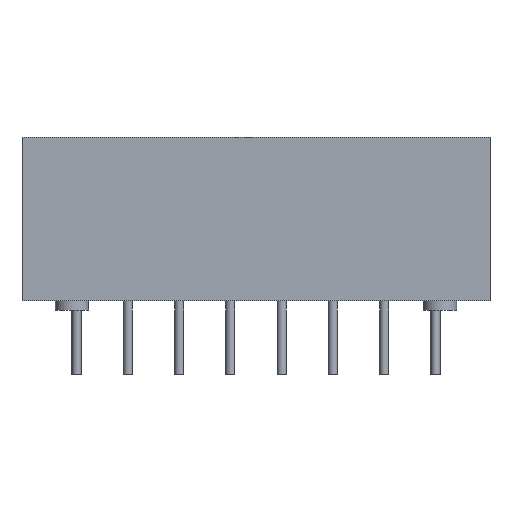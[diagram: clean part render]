
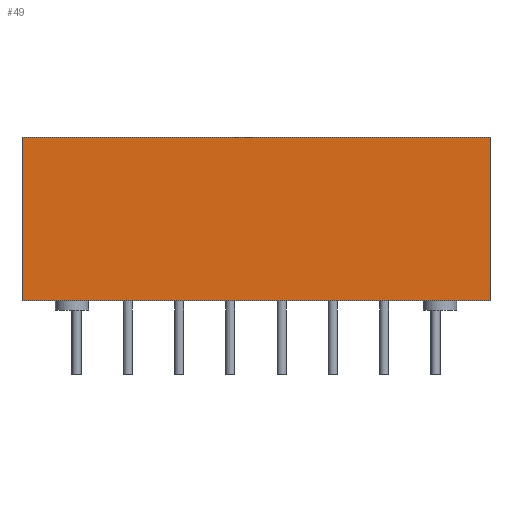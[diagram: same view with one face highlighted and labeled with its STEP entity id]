
A CAD part, front view. The second image highlights one B-rep face of the part: STEP entity #49.
In plain terms, the highlighted planar face has unit normal (0, -1, 0).
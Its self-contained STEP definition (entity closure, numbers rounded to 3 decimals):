
#49=ADVANCED_FACE('',(#893),#894,.T.);
#893=FACE_OUTER_BOUND('',#2669,.T.);
#894=PLANE('',#2670);
#2669=EDGE_LOOP('',(#4720,#4721,#4722,#4723));
#2670=AXIS2_PLACEMENT_3D('',#4724,#4725,#4726);
#4720=ORIENTED_EDGE('',*,*,#11628,.T.);
#4721=ORIENTED_EDGE('',*,*,#11629,.T.);
#4722=ORIENTED_EDGE('',*,*,#11630,.F.);
#4723=ORIENTED_EDGE('',*,*,#11358,.F.);
#4724=CARTESIAN_POINT('',(-11.59,-11.59,0.0));
#4725=DIRECTION('',(0.0,-1.0,0.0));
#4726=DIRECTION('',(0.0,0.0,-1.0));
#11358=EDGE_CURVE('',#13563,#13565,#13566,.T.);
#11628=EDGE_CURVE('',#13563,#14101,#14103,.T.);
#11629=EDGE_CURVE('',#14101,#14104,#14105,.T.);
#11630=EDGE_CURVE('',#13565,#14104,#14106,.T.);
#13563=VERTEX_POINT('',#17238);
#13565=VERTEX_POINT('',#17241);
#13566=LINE('',#17242,#17243);
#14101=VERTEX_POINT('',#17966);
#14103=LINE('',#17969,#17970);
#14104=VERTEX_POINT('',#17971);
#14105=LINE('',#17972,#17973);
#14106=LINE('',#17974,#17975);
#17238=CARTESIAN_POINT('',(-11.59,-11.59,0.0));
#17241=CARTESIAN_POINT('',(11.59,-11.59,0.0));
#17242=CARTESIAN_POINT('',(-11.59,-11.59,0.0));
#17243=VECTOR('',#22570,23.18);
#17966=CARTESIAN_POINT('',(-11.59,-11.59,-8.1));
#17969=CARTESIAN_POINT('',(-11.59,-11.59,0.0));
#17970=VECTOR('',#23000,8.1);
#17971=CARTESIAN_POINT('',(11.59,-11.59,-8.1));
#17972=CARTESIAN_POINT('',(-11.59,-11.59,-8.1));
#17973=VECTOR('',#23001,23.18);
#17974=CARTESIAN_POINT('',(11.59,-11.59,0.0));
#17975=VECTOR('',#23002,8.1);
#22570=DIRECTION('',(1.0,0.0,0.0));
#23000=DIRECTION('',(0.0,0.0,-1.0));
#23001=DIRECTION('',(1.0,0.0,0.0));
#23002=DIRECTION('',(0.0,0.0,-1.0));
